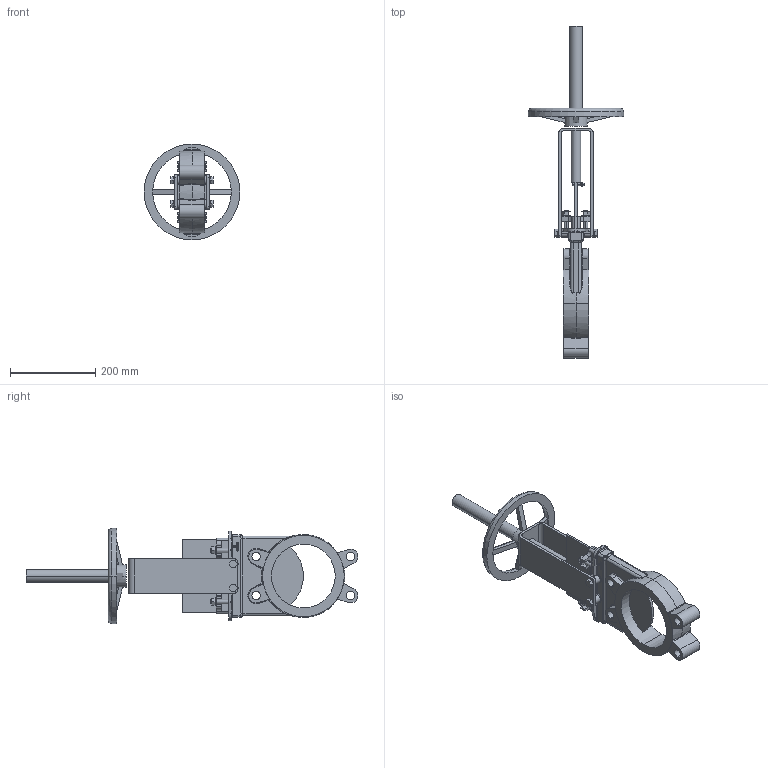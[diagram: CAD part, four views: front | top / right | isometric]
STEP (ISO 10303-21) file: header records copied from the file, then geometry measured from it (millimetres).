
FILE_DESCRIPTION (( 'STEP AP214' ), '1' );
FILE_NAME ('EX DN150_CAST IRON_HANDWHEEL_RS.STEP', '2011-11-24T16:36:04', ( 'user' ), ( '' ), 'SwSTEP 2.0', 'SolidWorks 2010', '' );
FILE_SCHEMA (( 'AUTOMOTIVE_DESIGN' ));
Length unit declared in the file: millimetre
Products named in the file (1): EX DN150_CAST IRON_HANDWHEEL_RS
Bounding box: 225 x 780.35 x 225 mm (x, y, z)
Surface area: 426186.6 mm2 (no closed solid volume)
Topology: 0 solids, 14 shells, 500 faces, 1807 edges, 1314 vertices
Faces by surface type: plane 235, cylinder 163, bspline 58, torus 28, cone 16
Entity records: 30898 total; most frequent: CARTESIAN_POINT 10572, ORIENTED_EDGE 2944, DIRECTION 2858, EDGE_CURVE 1807, VERTEX_POINT 1314, LINE 1102, VECTOR 1102, AXIS2_PLACEMENT_3D 878
